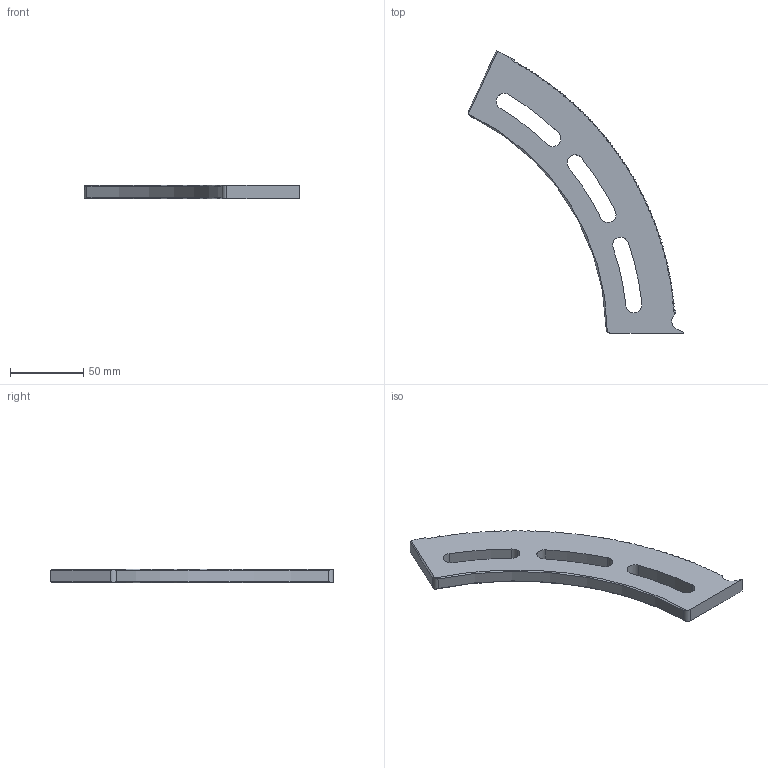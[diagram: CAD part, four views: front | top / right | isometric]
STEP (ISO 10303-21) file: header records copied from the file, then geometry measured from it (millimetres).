
FILE_DESCRIPTION (( 'STEP AP203' ), '1' );
FILE_NAME ('M721069-S.STEP', '2022-04-20T20:43:14', ( '' ), ( '' ), 'SwSTEP 2.0', 'SolidWorks 2020', '' );
FILE_SCHEMA (( 'CONFIG_CONTROL_DESIGN' ));
Length unit declared in the file: inch
Products named in the file (1): M721069-S
Bounding box: 147.24 x 193.04 x 9.51 mm (x, y, z)
Volume: 76803.6 mm3; surface area: 25176.2 mm2
Topology: 1 solids, 1 shells, 126 faces, 372 edges, 248 vertices
Faces by surface type: sphere 93, cylinder 21, plane 8, torus 2, cone 2
Entity records: 5917 total; most frequent: CARTESIAN_POINT 2441, DIRECTION 752, ORIENTED_EDGE 744, EDGE_CURVE 372, AXIS2_PLACEMENT_3D 359, VERTEX_POINT 248, CIRCLE 232, EDGE_LOOP 132
